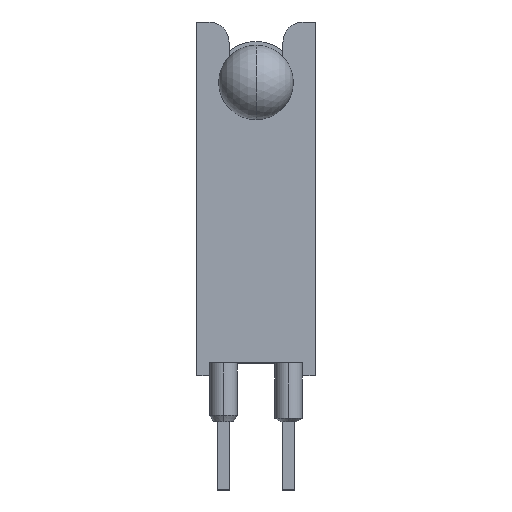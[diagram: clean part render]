
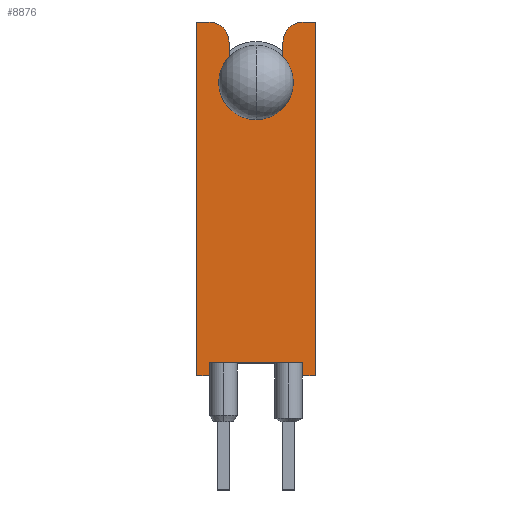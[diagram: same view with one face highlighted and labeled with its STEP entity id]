
A CAD part, top view. The second image highlights one B-rep face of the part: STEP entity #8876.
In plain terms, the highlighted planar face has unit normal (0, 0, 1).
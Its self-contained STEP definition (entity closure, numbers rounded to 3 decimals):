
#868 = CARTESIAN_POINT ( 'NONE',  ( 0., 11.43, 0. ) ) ;
#872 = DIRECTION ( 'NONE',  ( 0., 0., 1. ) ) ;
#873 = DIRECTION ( 'NONE',  ( -1., 0., 0. ) ) ;
#2126 = EDGE_LOOP ( 'NONE', ( #13387, #13385, #13386, #13384, #13383, #13381, #13382, #13380, #13379, #13396, #13395, #13394, #13393, #13391, #13392 ) ) ;
#2342 = VECTOR ( 'NONE', #3134, 1000. ) ;
#2450 = EDGE_CURVE ( 'NONE', #13296, #13295, #3132, .T. ) ;
#2720 = CIRCLE ( 'NONE', #3592, 1.45 ) ;
#2732 = CIRCLE ( 'NONE', #11121, 0.787 ) ;
#2733 = CIRCLE ( 'NONE', #11102, 1.45 ) ;
#2734 = CIRCLE ( 'NONE', #11083, 0.787 ) ;
#3132 = LINE ( 'NONE', #3133, #2342 ) ;
#3133 = CARTESIAN_POINT ( 'NONE',  ( -1.815, 0.5, 0. ) ) ;
#3134 = DIRECTION ( 'NONE',  ( 1., 0., 0. ) ) ;
#3592 = AXIS2_PLACEMENT_3D ( 'NONE', #868, #872, #873 ) ;
#5278 = EDGE_CURVE ( 'NONE', #14123, #14143, #2720, .T. ) ;
#7625 = CARTESIAN_POINT ( 'NONE',  ( 1.837, 13.79, 0. ) ) ;
#7627 = CARTESIAN_POINT ( 'NONE',  ( 2.315, 13.79, 0. ) ) ;
#7629 = CARTESIAN_POINT ( 'NONE',  ( 1.05, 13.003, 0. ) ) ;
#7631 = CARTESIAN_POINT ( 'NONE',  ( -1.05, 12.43, 0. ) ) ;
#7633 = CARTESIAN_POINT ( 'NONE',  ( -1.05, 13.003, 0. ) ) ;
#7635 = CARTESIAN_POINT ( 'NONE',  ( -1.837, 13.79, 0. ) ) ;
#7637 = CARTESIAN_POINT ( 'NONE',  ( -2.315, 13.79, 0. ) ) ;
#7639 = CARTESIAN_POINT ( 'NONE',  ( -2.315, 0., 0. ) ) ;
#7641 = CARTESIAN_POINT ( 'NONE',  ( -1.815, 0., 0. ) ) ;
#7643 = CARTESIAN_POINT ( 'NONE',  ( 1.815, 0., 0. ) ) ;
#7645 = CARTESIAN_POINT ( 'NONE',  ( 2.315, 0., 0. ) ) ;
#8338 = CARTESIAN_POINT ( 'NONE',  ( 1.815, 0.5, 0. ) ) ;
#8339 = CARTESIAN_POINT ( 'NONE',  ( -1.815, 0.5, 0. ) ) ;
#8405 = CARTESIAN_POINT ( 'NONE',  ( 0., 9.98, 0. ) ) ;
#8425 = CARTESIAN_POINT ( 'NONE',  ( 1.05, 12.43, 0. ) ) ;
#8712 = EDGE_CURVE ( 'NONE', #12698, #12707, #11170, .T. ) ;
#8724 = EDGE_CURVE ( 'NONE', #12701, #12702, #2732, .T. ) ;
#8725 = EDGE_CURVE ( 'NONE', #12701, #12700, #11209, .T. ) ;
#8726 = EDGE_CURVE ( 'NONE', #12700, #14123, #2733, .T. ) ;
#8727 = EDGE_CURVE ( 'NONE', #14143, #12699, #11215, .T. ) ;
#8728 = EDGE_CURVE ( 'NONE', #12697, #12698, #11218, .T. ) ;
#8729 = EDGE_CURVE ( 'NONE', #12697, #12699, #2734, .T. ) ;
#8732 = EDGE_CURVE ( 'NONE', #12707, #12706, #11230, .T. ) ;
#8733 = EDGE_CURVE ( 'NONE', #13295, #12706, #11233, .T. ) ;
#8734 = EDGE_CURVE ( 'NONE', #13296, #12705, #11236, .T. ) ;
#8735 = EDGE_CURVE ( 'NONE', #12705, #12704, #11239, .T. ) ;
#8736 = EDGE_CURVE ( 'NONE', #12703, #12704, #11242, .T. ) ;
#8737 = EDGE_CURVE ( 'NONE', #12703, #12702, #11245, .T. ) ;
#8876 = ADVANCED_FACE ( 'NONE', ( #12308 ), #11934, .F. ) ;
#11005 = CARTESIAN_POINT ( 'NONE',  ( -1.837, 13.003, 0. ) ) ;
#11083 = AXIS2_PLACEMENT_3D ( 'NONE', #11214, #11221, #11222 ) ;
#11102 = AXIS2_PLACEMENT_3D ( 'NONE', #11208, #11212, #11213 ) ;
#11115 = VECTOR ( 'NONE', #11172, 1000. ) ;
#11121 = AXIS2_PLACEMENT_3D ( 'NONE', #11005, #11206, #11207 ) ;
#11128 = VECTOR ( 'NONE', #11211, 1000. ) ;
#11129 = VECTOR ( 'NONE', #11217, 1000. ) ;
#11131 = VECTOR ( 'NONE', #11220, 1000. ) ;
#11134 = VECTOR ( 'NONE', #11232, 1000. ) ;
#11135 = VECTOR ( 'NONE', #11235, 1000. ) ;
#11136 = VECTOR ( 'NONE', #11238, 1000. ) ;
#11137 = VECTOR ( 'NONE', #11241, 1000. ) ;
#11138 = VECTOR ( 'NONE', #11244, 1000. ) ;
#11139 = VECTOR ( 'NONE', #11247, 1000. ) ;
#11170 = LINE ( 'NONE', #11171, #11115 ) ;
#11171 = CARTESIAN_POINT ( 'NONE',  ( 2.315, -4.977, 0. ) ) ;
#11172 = DIRECTION ( 'NONE',  ( 0., -1., 0. ) ) ;
#11206 = DIRECTION ( 'NONE',  ( 0., 0., 1. ) ) ;
#11207 = DIRECTION ( 'NONE',  ( -1., 0., 0. ) ) ;
#11208 = CARTESIAN_POINT ( 'NONE',  ( 0., 11.43, 0. ) ) ;
#11209 = LINE ( 'NONE', #11210, #11128 ) ;
#11210 = CARTESIAN_POINT ( 'NONE',  ( -1.05, 13.79, 0. ) ) ;
#11211 = DIRECTION ( 'NONE',  ( 0., -1., 0. ) ) ;
#11212 = DIRECTION ( 'NONE',  ( 0., 0., 1. ) ) ;
#11213 = DIRECTION ( 'NONE',  ( -1., 0., 0. ) ) ;
#11214 = CARTESIAN_POINT ( 'NONE',  ( 1.837, 13.003, 0. ) ) ;
#11215 = LINE ( 'NONE', #11216, #11129 ) ;
#11216 = CARTESIAN_POINT ( 'NONE',  ( 1.05, 12.43, 0. ) ) ;
#11217 = DIRECTION ( 'NONE',  ( 0., 1., 0. ) ) ;
#11218 = LINE ( 'NONE', #11219, #11131 ) ;
#11219 = CARTESIAN_POINT ( 'NONE',  ( 1.05, 13.79, 0. ) ) ;
#11220 = DIRECTION ( 'NONE',  ( 1., 0., 0. ) ) ;
#11221 = DIRECTION ( 'NONE',  ( 0., 0., 1. ) ) ;
#11222 = DIRECTION ( 'NONE',  ( -1., 0., 0. ) ) ;
#11230 = LINE ( 'NONE', #11231, #11134 ) ;
#11231 = CARTESIAN_POINT ( 'NONE',  ( 2.315, 0., 0. ) ) ;
#11232 = DIRECTION ( 'NONE',  ( -1., 0., 0. ) ) ;
#11233 = LINE ( 'NONE', #11234, #11135 ) ;
#11234 = CARTESIAN_POINT ( 'NONE',  ( 1.815, -4.977, 0. ) ) ;
#11235 = DIRECTION ( 'NONE',  ( 0., -1., 0. ) ) ;
#11236 = LINE ( 'NONE', #11237, #11136 ) ;
#11237 = CARTESIAN_POINT ( 'NONE',  ( -1.815, -4.977, 0. ) ) ;
#11238 = DIRECTION ( 'NONE',  ( 0., -1., 0. ) ) ;
#11239 = LINE ( 'NONE', #11240, #11137 ) ;
#11240 = CARTESIAN_POINT ( 'NONE',  ( 2.315, 0., 0. ) ) ;
#11241 = DIRECTION ( 'NONE',  ( -1., 0., 0. ) ) ;
#11242 = LINE ( 'NONE', #11243, #11138 ) ;
#11243 = CARTESIAN_POINT ( 'NONE',  ( -2.315, -4.977, 0. ) ) ;
#11244 = DIRECTION ( 'NONE',  ( 0., -1., 0. ) ) ;
#11245 = LINE ( 'NONE', #11246, #11139 ) ;
#11246 = CARTESIAN_POINT ( 'NONE',  ( -2.315, 13.79, 0. ) ) ;
#11247 = DIRECTION ( 'NONE',  ( 1., 0., 0. ) ) ;
#11934 = PLANE ( 'NONE',  #12314 ) ;
#11935 = CARTESIAN_POINT ( 'NONE',  ( 2.315, -4.977, 0. ) ) ;
#11936 = DIRECTION ( 'NONE',  ( 0., 0., -1. ) ) ;
#11937 = DIRECTION ( 'NONE',  ( -1., 0., 0. ) ) ;
#12308 = FACE_OUTER_BOUND ( 'NONE', #2126, .T. ) ;
#12314 = AXIS2_PLACEMENT_3D ( 'NONE', #11935, #11936, #11937 ) ;
#12697 = VERTEX_POINT ( 'NONE', #7625 ) ;
#12698 = VERTEX_POINT ( 'NONE', #7627 ) ;
#12699 = VERTEX_POINT ( 'NONE', #7629 ) ;
#12700 = VERTEX_POINT ( 'NONE', #7631 ) ;
#12701 = VERTEX_POINT ( 'NONE', #7633 ) ;
#12702 = VERTEX_POINT ( 'NONE', #7635 ) ;
#12703 = VERTEX_POINT ( 'NONE', #7637 ) ;
#12704 = VERTEX_POINT ( 'NONE', #7639 ) ;
#12705 = VERTEX_POINT ( 'NONE', #7641 ) ;
#12706 = VERTEX_POINT ( 'NONE', #7643 ) ;
#12707 = VERTEX_POINT ( 'NONE', #7645 ) ;
#13295 = VERTEX_POINT ( 'NONE', #8338 ) ;
#13296 = VERTEX_POINT ( 'NONE', #8339 ) ;
#13379 = ORIENTED_EDGE ( 'NONE', *, *, #8736, .T. ) ;
#13380 = ORIENTED_EDGE ( 'NONE', *, *, #8737, .F. ) ;
#13381 = ORIENTED_EDGE ( 'NONE', *, *, #8725, .F. ) ;
#13382 = ORIENTED_EDGE ( 'NONE', *, *, #8724, .T. ) ;
#13383 = ORIENTED_EDGE ( 'NONE', *, *, #8726, .F. ) ;
#13384 = ORIENTED_EDGE ( 'NONE', *, *, #5278, .F. ) ;
#13385 = ORIENTED_EDGE ( 'NONE', *, *, #8729, .T. ) ;
#13386 = ORIENTED_EDGE ( 'NONE', *, *, #8727, .F. ) ;
#13387 = ORIENTED_EDGE ( 'NONE', *, *, #8728, .F. ) ;
#13391 = ORIENTED_EDGE ( 'NONE', *, *, #8732, .F. ) ;
#13392 = ORIENTED_EDGE ( 'NONE', *, *, #8712, .F. ) ;
#13393 = ORIENTED_EDGE ( 'NONE', *, *, #8733, .T. ) ;
#13394 = ORIENTED_EDGE ( 'NONE', *, *, #2450, .T. ) ;
#13395 = ORIENTED_EDGE ( 'NONE', *, *, #8734, .F. ) ;
#13396 = ORIENTED_EDGE ( 'NONE', *, *, #8735, .F. ) ;
#14123 = VERTEX_POINT ( 'NONE', #8405 ) ;
#14143 = VERTEX_POINT ( 'NONE', #8425 ) ;
